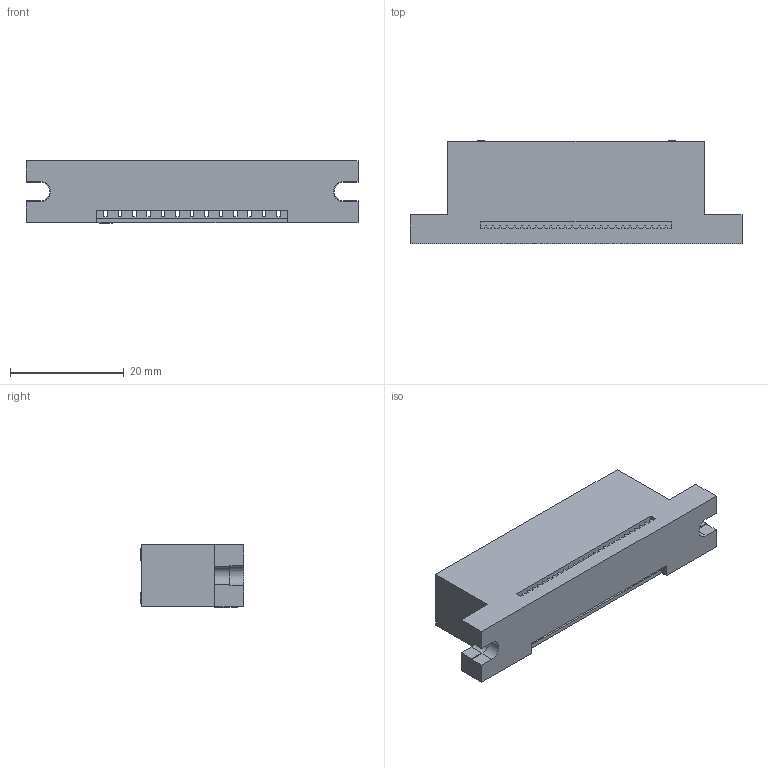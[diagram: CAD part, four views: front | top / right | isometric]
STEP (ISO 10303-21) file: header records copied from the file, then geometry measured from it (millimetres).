
FILE_DESCRIPTION(/* description */ (''),/* implementation_level */ '2;1');
FILE_NAME(/* name */ 'CWR-171-26 3D Model.stp',/* time_stamp */ '2023-12-11T12:01:20-05:00',/* author */ ('dwiltbank'),/* organization */ (''),/* preprocessor_version */ 'ST-DEVELOPER v19.2',/* originating_system */ 'Autodesk Inventor 2024',/* authorisation */ '');
FILE_SCHEMA (('AUTOMOTIVE_DESIGN { 1 0 10303 214 3 1 1 }'));
Length unit declared in the file: inch
Products named in the file (1): CWR-171-26_Simplify_1
Bounding box: 58.42 x 18.16 x 11.05 mm (x, y, z)
Volume: 7212.8 mm3; surface area: 7257.1 mm2
Topology: 1 solids, 1 shells, 468 faces, 1365 edges, 882 vertices
Faces by surface type: plane 416, bspline 48, cylinder 4
Entity records: 15948 total; most frequent: CARTESIAN_POINT 3372, ORIENTED_EDGE 2730, DIRECTION 2119, EDGE_CURVE 1365, LINE 1261, VECTOR 1261, VERTEX_POINT 882, EDGE_LOOP 477
